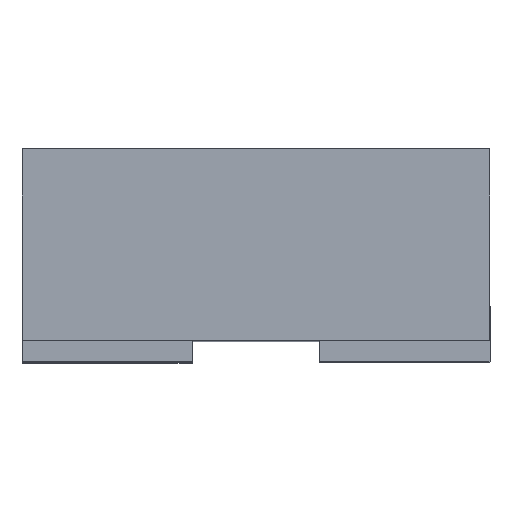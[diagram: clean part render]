
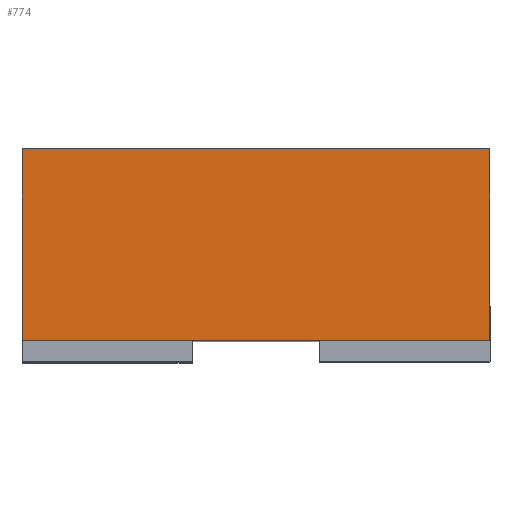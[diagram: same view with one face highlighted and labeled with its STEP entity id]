
A CAD part, top view. The second image highlights one B-rep face of the part: STEP entity #774.
In plain terms, the highlighted planar face has unit normal (0, 0, 1).
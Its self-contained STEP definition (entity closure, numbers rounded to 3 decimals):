
#63 = VECTOR ( 'NONE', #1584, 1000. ) ;
#180 = LINE ( 'NONE', #447, #439 ) ;
#290 = VECTOR ( 'NONE', #1624, 1000. ) ;
#439 = VECTOR ( 'NONE', #1794, 1000. ) ;
#447 = CARTESIAN_POINT ( 'NONE',  ( -0.55, -2.393, 1.062 ) ) ;
#453 = CARTESIAN_POINT ( 'NONE',  ( -0.55, 0.5, 1.062 ) ) ;
#467 = VERTEX_POINT ( 'NONE', #1074 ) ;
#509 = CARTESIAN_POINT ( 'NONE',  ( -0.55, 0.05, 1.062 ) ) ;
#589 = AXIS2_PLACEMENT_3D ( 'NONE', #2309, #654, #1207 ) ;
#654 = DIRECTION ( 'NONE',  ( 0., 0., 1. ) ) ;
#695 = EDGE_CURVE ( 'NONE', #1249, #872, #1598, .T. ) ;
#720 = ORIENTED_EDGE ( 'NONE', *, *, #695, .F. ) ;
#774 = ADVANCED_FACE ( 'NONE', ( #1621 ), #1010, .T. ) ;
#812 = CARTESIAN_POINT ( 'NONE',  ( -0.55, 0.5, 1.062 ) ) ;
#872 = VERTEX_POINT ( 'NONE', #2389 ) ;
#906 = LINE ( 'NONE', #1429, #290 ) ;
#1010 = PLANE ( 'NONE',  #589 ) ;
#1074 = CARTESIAN_POINT ( 'NONE',  ( -0.55, 0.05, 1.062 ) ) ;
#1109 = EDGE_CURVE ( 'NONE', #2003, #467, #1592, .T. ) ;
#1207 = DIRECTION ( 'NONE',  ( 1., 0., 0. ) ) ;
#1249 = VERTEX_POINT ( 'NONE', #812 ) ;
#1373 = CARTESIAN_POINT ( 'NONE',  ( 0.55, 0.05, 1.062 ) ) ;
#1429 = CARTESIAN_POINT ( 'NONE',  ( 0.55, -2.393, 1.062 ) ) ;
#1584 = DIRECTION ( 'NONE',  ( 1., 0., 0. ) ) ;
#1592 = LINE ( 'NONE', #509, #2139 ) ;
#1598 = LINE ( 'NONE', #453, #63 ) ;
#1621 = FACE_OUTER_BOUND ( 'NONE', #1959, .T. ) ;
#1624 = DIRECTION ( 'NONE',  ( 0., 1., 0. ) ) ;
#1794 = DIRECTION ( 'NONE',  ( 0., 1., 0. ) ) ;
#1817 = DIRECTION ( 'NONE',  ( -1., 0., 0. ) ) ;
#1854 = ORIENTED_EDGE ( 'NONE', *, *, #2051, .F. ) ;
#1956 = EDGE_CURVE ( 'NONE', #2003, #872, #906, .T. ) ;
#1959 = EDGE_LOOP ( 'NONE', ( #2315, #2034, #720, #1854 ) ) ;
#2003 = VERTEX_POINT ( 'NONE', #1373 ) ;
#2034 = ORIENTED_EDGE ( 'NONE', *, *, #1956, .T. ) ;
#2051 = EDGE_CURVE ( 'NONE', #467, #1249, #180, .T. ) ;
#2139 = VECTOR ( 'NONE', #1817, 1000. ) ;
#2309 = CARTESIAN_POINT ( 'NONE',  ( -0.55, -2.393, 1.062 ) ) ;
#2315 = ORIENTED_EDGE ( 'NONE', *, *, #1109, .F. ) ;
#2389 = CARTESIAN_POINT ( 'NONE',  ( 0.55, 0.5, 1.062 ) ) ;
